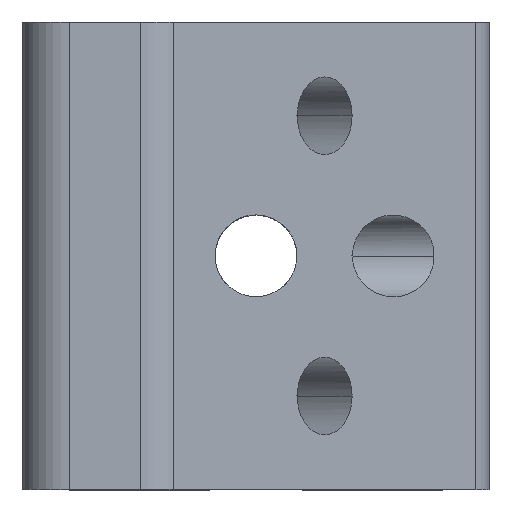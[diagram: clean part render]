
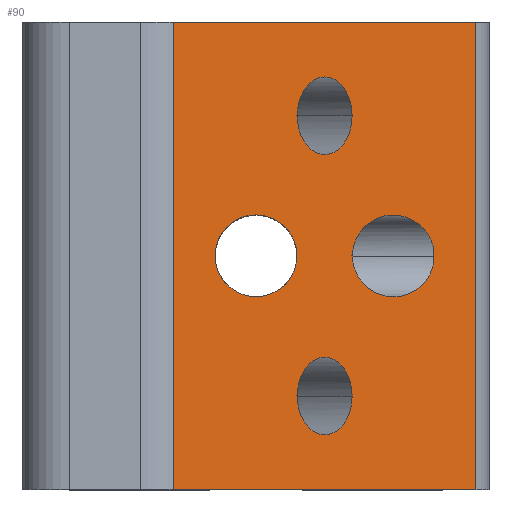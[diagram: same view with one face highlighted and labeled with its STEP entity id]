
A CAD part, top view. The second image highlights one B-rep face of the part: STEP entity #90.
In plain terms, the highlighted planar face has unit normal (0.707, 0, 0.707).
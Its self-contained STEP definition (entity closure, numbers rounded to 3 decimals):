
#4 = LINE ( 'NONE', #1490, #129 ) ;
#24 = ORIENTED_EDGE ( 'NONE', *, *, #1853, .T. ) ;
#39 = EDGE_CURVE ( 'NONE', #432, #1504, #2101, .T. ) ;
#69 = EDGE_CURVE ( 'NONE', #1883, #672, #745, .T. ) ;
#73 = CARTESIAN_POINT ( 'NONE',  ( 38.828, -20., 12.932 ) ) ;
#90 = ADVANCED_FACE ( 'NONE', ( #1845, #2544, #2163, #1941, #2005 ), #1487, .T. ) ;
#129 = VECTOR ( 'NONE', #850, 1000. ) ;
#165 = LINE ( 'NONE', #2217, #527 ) ;
#213 = DIRECTION ( 'NONE',  ( -0.707, 0., -0.707 ) ) ;
#240 = ORIENTED_EDGE ( 'NONE', *, *, #1618, .T. ) ;
#285 = CARTESIAN_POINT ( 'NONE',  ( 16.56, -0.646, 35.2 ) ) ;
#292 = CARTESIAN_POINT ( 'NONE',  ( 17.646, -6.425, 34.114 ) ) ;
#303 = CIRCLE ( 'NONE', #2569, 3.324 ) ;
#339 = EDGE_CURVE ( 'NONE', #701, #1444, #303, .T. ) ;
#341 = DIRECTION ( 'NONE',  ( -0.707, 0., -0.707 ) ) ;
#357 = LINE ( 'NONE', #2234, #1214 ) ;
#363 = DIRECTION ( 'NONE',  ( 0.707, 0., -0.707 ) ) ;
#432 = VERTEX_POINT ( 'NONE', #2265 ) ;
#439 = CARTESIAN_POINT ( 'NONE',  ( 28.23, -12., 23.53 ) ) ;
#453 = CARTESIAN_POINT ( 'NONE',  ( 23.5, 0., 28.26 ) ) ;
#464 = VERTEX_POINT ( 'NONE', #1698 ) ;
#470 = CARTESIAN_POINT ( 'NONE',  ( 23.5, -5.879, 28.26 ) ) ;
#471 = CARTESIAN_POINT ( 'NONE',  ( 23.5, 0., 28.26 ) ) ;
#480 = CARTESIAN_POINT ( 'NONE',  ( 12.932, 20., 38.828 ) ) ;
#487 = CIRCLE ( 'NONE', #2606, 3.324 ) ;
#489 = CARTESIAN_POINT ( 'NONE',  ( 16.56, 20., 35.2 ) ) ;
#508 = EDGE_LOOP ( 'NONE', ( #2555, #980 ) ) ;
#527 = VECTOR ( 'NONE', #1000, 1000. ) ;
#534 = ORIENTED_EDGE ( 'NONE', *, *, #777, .T. ) ;
#561 = CARTESIAN_POINT ( 'NONE',  ( 25.88, 12., 25.88 ) ) ;
#590 = VECTOR ( 'NONE', #1394, 1000. ) ;
#600 =( BOUNDED_CURVE ( )  B_SPLINE_CURVE ( 3, ( #1107, #1181, #1607, #989 ),
 .UNSPECIFIED., .F., .F. ) 
 B_SPLINE_CURVE_WITH_KNOTS ( ( 4, 4 ),
 ( 3.327, 6.283 ),
 .UNSPECIFIED. ) 
 CURVE ( )  GEOMETRIC_REPRESENTATION_ITEM ( )  RATIONAL_B_SPLINE_CURVE ( ( 1., 0.395, 0.395, 1. ) ) 
 REPRESENTATION_ITEM ( '' )  );
#601 = DIRECTION ( 'NONE',  ( 0.707, 0., -0.707 ) ) ;
#635 =( BOUNDED_CURVE ( )  B_SPLINE_CURVE ( 3, ( #1409, #1012, #2238, #1639 ),
 .UNSPECIFIED., .F., .T. ) 
 B_SPLINE_CURVE_WITH_KNOTS ( ( 4, 4 ),
 ( 0., 2.956 ),
 .UNSPECIFIED. ) 
 CURVE ( )  GEOMETRIC_REPRESENTATION_ITEM ( )  RATIONAL_B_SPLINE_CURVE ( ( 1., 0.395, 0.395, 1. ) ) 
 REPRESENTATION_ITEM ( '' )  );
#646 = EDGE_CURVE ( 'NONE', #2207, #1385, #635, .T. ) ;
#672 = VERTEX_POINT ( 'NONE', #2428 ) ;
#677 = DIRECTION ( 'NONE',  ( 0., -1., 0. ) ) ;
#701 = VERTEX_POINT ( 'NONE', #439 ) ;
#711 = CARTESIAN_POINT ( 'NONE',  ( 28.23, 12., 23.53 ) ) ;
#745 =( BOUNDED_CURVE ( )  B_SPLINE_CURVE ( 3, ( #2325, #470, #292, #285 ),
 .UNSPECIFIED., .F., .F. ) 
 B_SPLINE_CURVE_WITH_KNOTS ( ( 4, 4 ),
 ( 0., 2.956 ),
 .UNSPECIFIED. ) 
 CURVE ( )  GEOMETRIC_REPRESENTATION_ITEM ( )  RATIONAL_B_SPLINE_CURVE ( ( 1., 0.395, 0.395, 1. ) ) 
 REPRESENTATION_ITEM ( '' )  );
#763 = VERTEX_POINT ( 'NONE', #1855 ) ;
#777 = EDGE_CURVE ( 'NONE', #1385, #1158, #4, .T. ) ;
#783 = CARTESIAN_POINT ( 'NONE',  ( 25.88, 12., 25.88 ) ) ;
#799 = EDGE_CURVE ( 'NONE', #672, #763, #1906, .T. ) ;
#834 = DIRECTION ( 'NONE',  ( 0.707, 0., -0.707 ) ) ;
#842 = CARTESIAN_POINT ( 'NONE',  ( 25.88, -12., 25.88 ) ) ;
#850 = DIRECTION ( 'NONE',  ( 0., -1., 0. ) ) ;
#866 = CIRCLE ( 'NONE', #1862, 3.324 ) ;
#878 = ORIENTED_EDGE ( 'NONE', *, *, #69, .T. ) ;
#882 = CARTESIAN_POINT ( 'NONE',  ( 23.5, 5.879, 28.26 ) ) ;
#947 = ORIENTED_EDGE ( 'NONE', *, *, #39, .T. ) ;
#948 = EDGE_CURVE ( 'NONE', #464, #1317, #2134, .T. ) ;
#980 = ORIENTED_EDGE ( 'NONE', *, *, #948, .T. ) ;
#989 = CARTESIAN_POINT ( 'NONE',  ( 28.26, 0., 23.5 ) ) ;
#1000 = DIRECTION ( 'NONE',  ( -0.707, 0., 0.707 ) ) ;
#1012 = CARTESIAN_POINT ( 'NONE',  ( 28.26, 5.879, 23.5 ) ) ;
#1098 = EDGE_CURVE ( 'NONE', #1350, #2067, #1813, .T. ) ;
#1107 = CARTESIAN_POINT ( 'NONE',  ( 35.2, -0.646, 16.56 ) ) ;
#1145 = EDGE_CURVE ( 'NONE', #2067, #432, #165, .T. ) ;
#1157 = CARTESIAN_POINT ( 'NONE',  ( 38.828, 20., 12.932 ) ) ;
#1158 = VERTEX_POINT ( 'NONE', #1786 ) ;
#1174 = DIRECTION ( 'NONE',  ( -0.707, 0., -0.707 ) ) ;
#1181 = CARTESIAN_POINT ( 'NONE',  ( 34.114, -6.425, 17.646 ) ) ;
#1182 = AXIS2_PLACEMENT_3D ( 'NONE', #1693, #2298, #2100 ) ;
#1196 = CARTESIAN_POINT ( 'NONE',  ( 38.828, 20., 12.932 ) ) ;
#1214 = VECTOR ( 'NONE', #601, 1000. ) ;
#1224 = EDGE_LOOP ( 'NONE', ( #1538, #1978, #534 ) ) ;
#1281 = ORIENTED_EDGE ( 'NONE', *, *, #339, .T. ) ;
#1282 = AXIS2_PLACEMENT_3D ( 'NONE', #561, #341, #363 ) ;
#1317 = VERTEX_POINT ( 'NONE', #711 ) ;
#1350 = VERTEX_POINT ( 'NONE', #73 ) ;
#1363 = VECTOR ( 'NONE', #1706, 1000. ) ;
#1378 = ORIENTED_EDGE ( 'NONE', *, *, #799, .T. ) ;
#1385 = VERTEX_POINT ( 'NONE', #1509 ) ;
#1394 = DIRECTION ( 'NONE',  ( 0., 1., 0. ) ) ;
#1395 = DIRECTION ( 'NONE',  ( 0.707, 0., -0.707 ) ) ;
#1409 = CARTESIAN_POINT ( 'NONE',  ( 28.26, 0., 23.5 ) ) ;
#1444 = VERTEX_POINT ( 'NONE', #2157 ) ;
#1487 = PLANE ( 'NONE',  #1182 ) ;
#1490 = CARTESIAN_POINT ( 'NONE',  ( 35.2, 20., 16.56 ) ) ;
#1504 = VERTEX_POINT ( 'NONE', #1962 ) ;
#1509 = CARTESIAN_POINT ( 'NONE',  ( 35.2, 0.646, 16.56 ) ) ;
#1538 = ORIENTED_EDGE ( 'NONE', *, *, #2619, .T. ) ;
#1607 = CARTESIAN_POINT ( 'NONE',  ( 28.26, -5.879, 23.5 ) ) ;
#1608 = EDGE_LOOP ( 'NONE', ( #24, #878, #1378 ) ) ;
#1618 = EDGE_CURVE ( 'NONE', #1444, #701, #487, .T. ) ;
#1639 = CARTESIAN_POINT ( 'NONE',  ( 35.2, 0.646, 16.56 ) ) ;
#1693 = CARTESIAN_POINT ( 'NONE',  ( 12.932, 20., 38.828 ) ) ;
#1698 = CARTESIAN_POINT ( 'NONE',  ( 23.53, 12., 28.23 ) ) ;
#1706 = DIRECTION ( 'NONE',  ( 0., 1., 0. ) ) ;
#1786 = CARTESIAN_POINT ( 'NONE',  ( 35.2, -0.646, 16.56 ) ) ;
#1787 = EDGE_LOOP ( 'NONE', ( #2584, #947, #1823, #2367 ) ) ;
#1813 = LINE ( 'NONE', #1196, #590 ) ;
#1823 = ORIENTED_EDGE ( 'NONE', *, *, #2159, .T. ) ;
#1845 = FACE_BOUND ( 'NONE', #1608, .T. ) ;
#1853 = EDGE_CURVE ( 'NONE', #763, #1883, #1998, .T. ) ;
#1855 = CARTESIAN_POINT ( 'NONE',  ( 16.56, 0.646, 35.2 ) ) ;
#1862 = AXIS2_PLACEMENT_3D ( 'NONE', #783, #1995, #2396 ) ;
#1869 = CARTESIAN_POINT ( 'NONE',  ( 17.646, 6.425, 34.114 ) ) ;
#1882 = CARTESIAN_POINT ( 'NONE',  ( 16.56, 0.646, 35.2 ) ) ;
#1883 = VERTEX_POINT ( 'NONE', #453 ) ;
#1906 = LINE ( 'NONE', #489, #1363 ) ;
#1941 = FACE_BOUND ( 'NONE', #2195, .T. ) ;
#1962 = CARTESIAN_POINT ( 'NONE',  ( 12.932, -20., 38.828 ) ) ;
#1978 = ORIENTED_EDGE ( 'NONE', *, *, #646, .T. ) ;
#1995 = DIRECTION ( 'NONE',  ( -0.707, 0., -0.707 ) ) ;
#1998 =( BOUNDED_CURVE ( )  B_SPLINE_CURVE ( 3, ( #1882, #1869, #882, #471 ),
 .UNSPECIFIED., .F., .T. ) 
 B_SPLINE_CURVE_WITH_KNOTS ( ( 4, 4 ),
 ( 3.327, 6.283 ),
 .UNSPECIFIED. ) 
 CURVE ( )  GEOMETRIC_REPRESENTATION_ITEM ( )  RATIONAL_B_SPLINE_CURVE ( ( 1., 0.395, 0.395, 1. ) ) 
 REPRESENTATION_ITEM ( '' )  );
#2005 = FACE_OUTER_BOUND ( 'NONE', #1787, .T. ) ;
#2067 = VERTEX_POINT ( 'NONE', #1157 ) ;
#2100 = DIRECTION ( 'NONE',  ( 0.707, 0., -0.707 ) ) ;
#2101 = LINE ( 'NONE', #480, #2603 ) ;
#2134 = CIRCLE ( 'NONE', #1282, 3.324 ) ;
#2157 = CARTESIAN_POINT ( 'NONE',  ( 23.53, -12., 28.23 ) ) ;
#2159 = EDGE_CURVE ( 'NONE', #1504, #1350, #357, .T. ) ;
#2163 = FACE_BOUND ( 'NONE', #508, .T. ) ;
#2195 = EDGE_LOOP ( 'NONE', ( #1281, #240 ) ) ;
#2207 = VERTEX_POINT ( 'NONE', #2511 ) ;
#2217 = CARTESIAN_POINT ( 'NONE',  ( 12.932, 20., 38.828 ) ) ;
#2234 = CARTESIAN_POINT ( 'NONE',  ( 12.932, -20., 38.828 ) ) ;
#2238 = CARTESIAN_POINT ( 'NONE',  ( 34.114, 6.425, 17.646 ) ) ;
#2265 = CARTESIAN_POINT ( 'NONE',  ( 12.932, 20., 38.828 ) ) ;
#2298 = DIRECTION ( 'NONE',  ( 0.707, 0., 0.707 ) ) ;
#2325 = CARTESIAN_POINT ( 'NONE',  ( 23.5, 0., 28.26 ) ) ;
#2366 = EDGE_CURVE ( 'NONE', #1317, #464, #866, .T. ) ;
#2367 = ORIENTED_EDGE ( 'NONE', *, *, #1098, .T. ) ;
#2396 = DIRECTION ( 'NONE',  ( 0.707, 0., -0.707 ) ) ;
#2428 = CARTESIAN_POINT ( 'NONE',  ( 16.56, -0.646, 35.2 ) ) ;
#2511 = CARTESIAN_POINT ( 'NONE',  ( 28.26, 0., 23.5 ) ) ;
#2544 = FACE_BOUND ( 'NONE', #1224, .T. ) ;
#2555 = ORIENTED_EDGE ( 'NONE', *, *, #2366, .T. ) ;
#2569 = AXIS2_PLACEMENT_3D ( 'NONE', #842, #213, #834 ) ;
#2584 = ORIENTED_EDGE ( 'NONE', *, *, #1145, .T. ) ;
#2596 = CARTESIAN_POINT ( 'NONE',  ( 25.88, -12., 25.88 ) ) ;
#2603 = VECTOR ( 'NONE', #677, 1000. ) ;
#2606 = AXIS2_PLACEMENT_3D ( 'NONE', #2596, #1174, #1395 ) ;
#2619 = EDGE_CURVE ( 'NONE', #1158, #2207, #600, .T. ) ;
